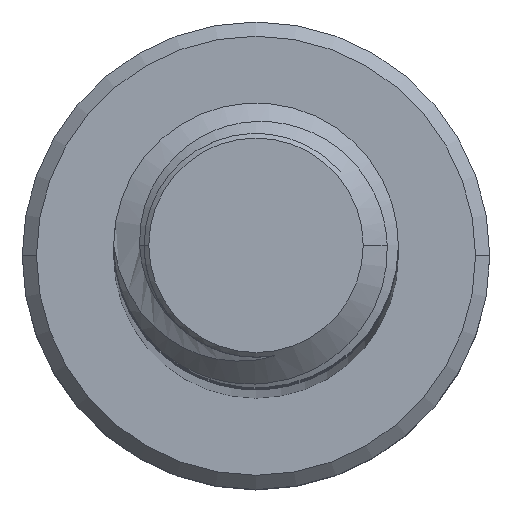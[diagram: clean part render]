
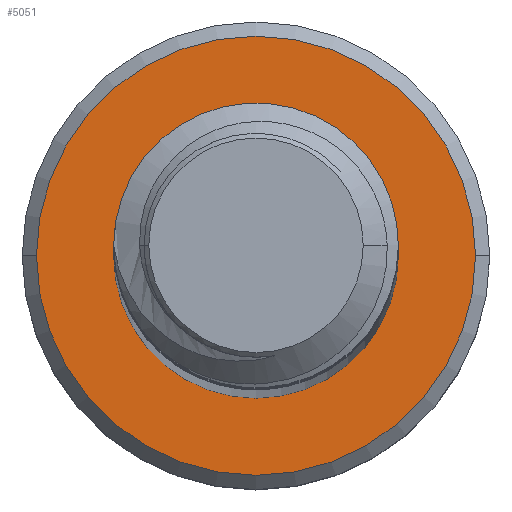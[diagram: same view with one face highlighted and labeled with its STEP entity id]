
A CAD part, top view. The second image highlights one B-rep face of the part: STEP entity #5051.
In plain terms, the highlighted planar face has unit normal (0, 0, 1).
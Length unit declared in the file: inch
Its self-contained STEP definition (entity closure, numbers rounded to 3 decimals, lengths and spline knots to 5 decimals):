
#198 = EDGE_CURVE ( 'NONE', #7013, #6991, #6518, .T. ) ;
#366 = EDGE_CURVE ( 'NONE', #6998, #7016, #4443, .T. ) ;
#368 = EDGE_CURVE ( 'NONE', #7016, #6998, #4441, .T. ) ;
#1832 = CARTESIAN_POINT ( 'NONE',  ( 0.095, 0., -4. ) ) ;
#1835 = CARTESIAN_POINT ( 'NONE',  ( -0.1465, 0., -4. ) ) ;
#1846 = CARTESIAN_POINT ( 'NONE',  ( -0.095, 0., -4. ) ) ;
#1852 = CARTESIAN_POINT ( 'NONE',  ( 0.1465, 0., -4. ) ) ;
#1982 = DIRECTION ( 'NONE',  ( -1., 0., 0. ) ) ;
#1984 = DIRECTION ( 'NONE',  ( 0., 0., 1. ) ) ;
#1986 = CARTESIAN_POINT ( 'NONE',  ( 0., 0., -4. ) ) ;
#3398 = DIRECTION ( 'NONE',  ( -1., 0., 0. ) ) ;
#3404 = DIRECTION ( 'NONE',  ( 0., 0., -1. ) ) ;
#3433 = CARTESIAN_POINT ( 'NONE',  ( 0., 0., -4. ) ) ;
#3434 = PLANE ( 'NONE',  #7478 ) ;
#3451 = DIRECTION ( 'NONE',  ( 0., 0., 1. ) ) ;
#3457 = DIRECTION ( 'NONE',  ( -1., 0., 0. ) ) ;
#3458 = CARTESIAN_POINT ( 'NONE',  ( 0., 0., -4. ) ) ;
#3471 = DIRECTION ( 'NONE',  ( 0., 0., 1. ) ) ;
#3472 = CARTESIAN_POINT ( 'NONE',  ( 0., 0., -4. ) ) ;
#3476 = DIRECTION ( 'NONE',  ( -1., 0., 0. ) ) ;
#4158 = CIRCLE ( 'NONE', #7513, 0.1465 ) ;
#4396 = FACE_BOUND ( 'NONE', #6033, .T. ) ;
#4398 = FACE_OUTER_BOUND ( 'NONE', #5800, .T. ) ;
#4441 = CIRCLE ( 'NONE', #7459, 0.095 ) ;
#4443 = CIRCLE ( 'NONE', #7458, 0.095 ) ;
#4760 = DIRECTION ( 'NONE',  ( -1., 0., 0. ) ) ;
#4761 = DIRECTION ( 'NONE',  ( 0., 0., 1. ) ) ;
#4775 = CARTESIAN_POINT ( 'NONE',  ( 0., 0., -4. ) ) ;
#5051 = ADVANCED_FACE ( 'NONE', ( #4398, #4396 ), #3434, .F. ) ;
#5673 = ORIENTED_EDGE ( 'NONE', *, *, #366, .F. ) ;
#5790 = ORIENTED_EDGE ( 'NONE', *, *, #6685, .T. ) ;
#5800 = EDGE_LOOP ( 'NONE', ( #6022, #5790 ) ) ;
#6011 = ORIENTED_EDGE ( 'NONE', *, *, #368, .F. ) ;
#6022 = ORIENTED_EDGE ( 'NONE', *, *, #198, .T. ) ;
#6033 = EDGE_LOOP ( 'NONE', ( #6011, #5673 ) ) ;
#6518 = CIRCLE ( 'NONE', #7457, 0.1465 ) ;
#6685 = EDGE_CURVE ( 'NONE', #6991, #7013, #4158, .T. ) ;
#6991 = VERTEX_POINT ( 'NONE', #1852 ) ;
#6998 = VERTEX_POINT ( 'NONE', #1846 ) ;
#7013 = VERTEX_POINT ( 'NONE', #1835 ) ;
#7016 = VERTEX_POINT ( 'NONE', #1832 ) ;
#7457 = AXIS2_PLACEMENT_3D ( 'NONE', #4775, #4761, #4760 ) ;
#7458 = AXIS2_PLACEMENT_3D ( 'NONE', #3458, #3451, #3457 ) ;
#7459 = AXIS2_PLACEMENT_3D ( 'NONE', #3472, #3471, #3476 ) ;
#7478 = AXIS2_PLACEMENT_3D ( 'NONE', #3433, #3404, #3398 ) ;
#7513 = AXIS2_PLACEMENT_3D ( 'NONE', #1986, #1984, #1982 ) ;
